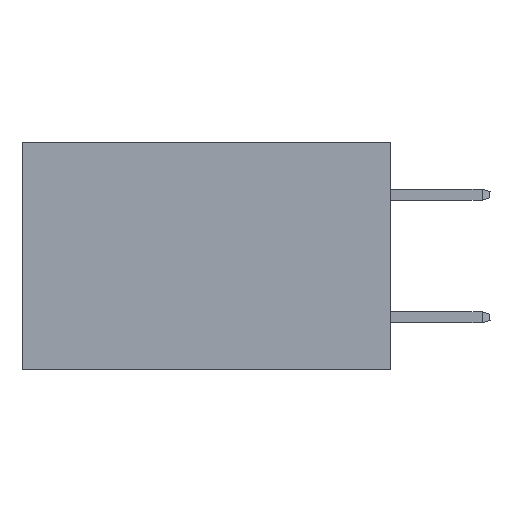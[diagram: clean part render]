
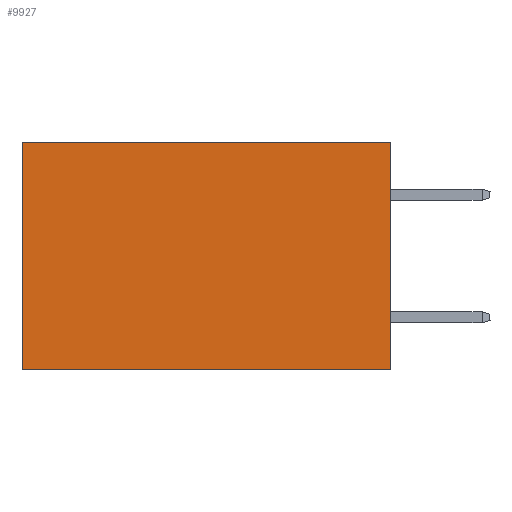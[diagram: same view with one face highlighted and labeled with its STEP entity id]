
A CAD part, left-side view. The second image highlights one B-rep face of the part: STEP entity #9927.
In plain terms, the highlighted planar face has unit normal (-1, 0, 0).
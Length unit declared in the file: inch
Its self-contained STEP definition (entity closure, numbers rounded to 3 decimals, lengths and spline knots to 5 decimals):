
#43 = ORIENTED_EDGE ( 'NONE', *, *, #15191, .F. ) ;
#1092 = VERTEX_POINT ( 'NONE', #16509 ) ;
#1322 = ORIENTED_EDGE ( 'NONE', *, *, #17201, .F. ) ;
#2034 = PLANE ( 'NONE',  #21851 ) ;
#2072 = DIRECTION ( 'NONE',  ( 0., 0., -1. ) ) ;
#4939 = ORIENTED_EDGE ( 'NONE', *, *, #17864, .T. ) ;
#5281 = LINE ( 'NONE', #17981, #9476 ) ;
#5397 = LINE ( 'NONE', #9394, #14219 ) ;
#7293 = VERTEX_POINT ( 'NONE', #12464 ) ;
#7622 = DIRECTION ( 'NONE',  ( 0., 0., -1. ) ) ;
#8477 = VERTEX_POINT ( 'NONE', #17520 ) ;
#8754 = CARTESIAN_POINT ( 'NONE',  ( 0.2875, 0.6, 0. ) ) ;
#9394 = CARTESIAN_POINT ( 'NONE',  ( 0.2875, 0., -0.37 ) ) ;
#9476 = VECTOR ( 'NONE', #14537, 39.37008 ) ;
#9927 = ADVANCED_FACE ( 'NONE', ( #20526 ), #2034, .F. ) ;
#10539 = DIRECTION ( 'NONE',  ( 0., 0., -1. ) ) ;
#11173 = DIRECTION ( 'NONE',  ( 0., 1., 0. ) ) ;
#11963 = CARTESIAN_POINT ( 'NONE',  ( 0.2875, 0.6, -0.37 ) ) ;
#12393 = VECTOR ( 'NONE', #10539, 39.37008 ) ;
#12464 = CARTESIAN_POINT ( 'NONE',  ( 0.2875, 0., 0. ) ) ;
#12842 = CARTESIAN_POINT ( 'NONE',  ( 0.2875, 0., 0. ) ) ;
#13735 = EDGE_CURVE ( 'NONE', #1092, #19073, #21673, .T. ) ;
#13873 = LINE ( 'NONE', #21521, #22626 ) ;
#14219 = VECTOR ( 'NONE', #11173, 39.37008 ) ;
#14537 = DIRECTION ( 'NONE',  ( 0., 1., 0. ) ) ;
#15191 = EDGE_CURVE ( 'NONE', #8477, #19073, #5397, .T. ) ;
#16509 = CARTESIAN_POINT ( 'NONE',  ( 0.2875, 0.6, 0. ) ) ;
#16513 = EDGE_LOOP ( 'NONE', ( #20821, #43, #1322, #4939 ) ) ;
#17201 = EDGE_CURVE ( 'NONE', #7293, #8477, #13873, .T. ) ;
#17520 = CARTESIAN_POINT ( 'NONE',  ( 0.2875, 0., -0.37 ) ) ;
#17864 = EDGE_CURVE ( 'NONE', #7293, #1092, #5281, .T. ) ;
#17981 = CARTESIAN_POINT ( 'NONE',  ( 0.2875, 0., 0. ) ) ;
#18124 = DIRECTION ( 'NONE',  ( 1., 0., 0. ) ) ;
#19073 = VERTEX_POINT ( 'NONE', #11963 ) ;
#20526 = FACE_OUTER_BOUND ( 'NONE', #16513, .T. ) ;
#20821 = ORIENTED_EDGE ( 'NONE', *, *, #13735, .T. ) ;
#21521 = CARTESIAN_POINT ( 'NONE',  ( 0.2875, 0., 0. ) ) ;
#21673 = LINE ( 'NONE', #8754, #12393 ) ;
#21851 = AXIS2_PLACEMENT_3D ( 'NONE', #12842, #18124, #7622 ) ;
#22626 = VECTOR ( 'NONE', #2072, 39.37008 ) ;
